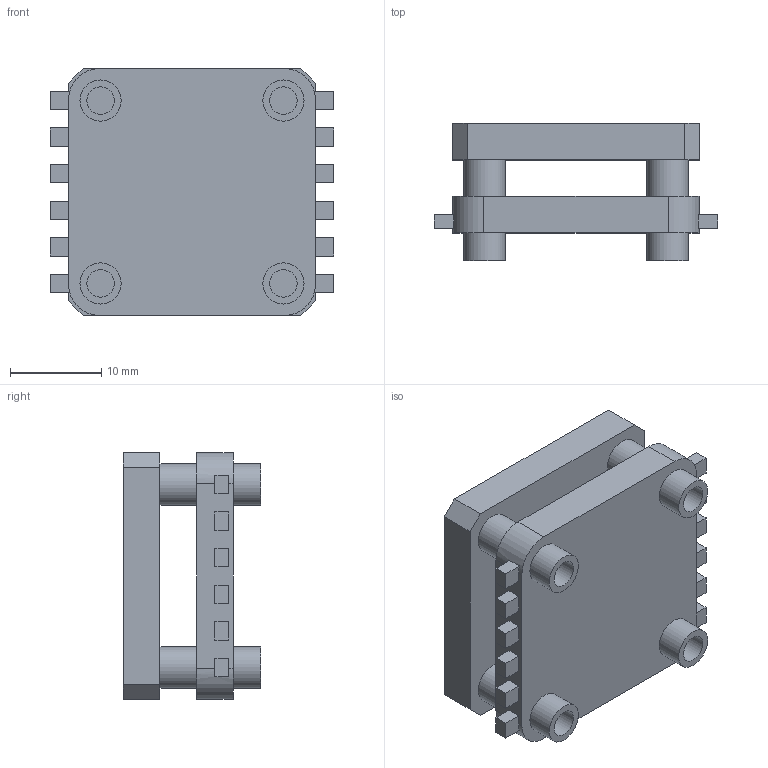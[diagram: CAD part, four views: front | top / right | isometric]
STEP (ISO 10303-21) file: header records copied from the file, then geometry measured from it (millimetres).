
FILE_DESCRIPTION(/* description */ (''),/* implementation_level */ '2;1');
FILE_NAME(/* name */ 'FC ESC Stack v9.step',/* time_stamp */ '2017-10-16T18:42:27+02:00',/* author */ ('gregsaun'),/* organization */ (''),/* preprocessor_version */ 'ST-DEVELOPER v16.13',/* originating_system */ 'Autodesk Translation Framework v6.5.0.72',/* authorisation */ '');
FILE_SCHEMA (('AUTOMOTIVE_DESIGN { 1 0 10303 214 3 1 1 }'));
Length unit declared in the file: millimetre
Products named in the file (1): FC ESC Stack v9
Bounding box: 31 x 15 x 27 mm (x, y, z)
Volume: 5978.3 mm3; surface area: 4563.8 mm2
Topology: 1 solids, 1 shells, 100 faces, 240 edges, 160 vertices
Faces by surface type: plane 84, cylinder 16
Full cylindrical faces by diameter (mm): 3 x4, 4.5 x8
Entity records: 3018 total; most frequent: CARTESIAN_POINT 501, DIRECTION 482, ORIENTED_EDGE 480, EDGE_CURVE 240, LINE 200, VECTOR 200, VERTEX_POINT 160, AXIS2_PLACEMENT_3D 141
